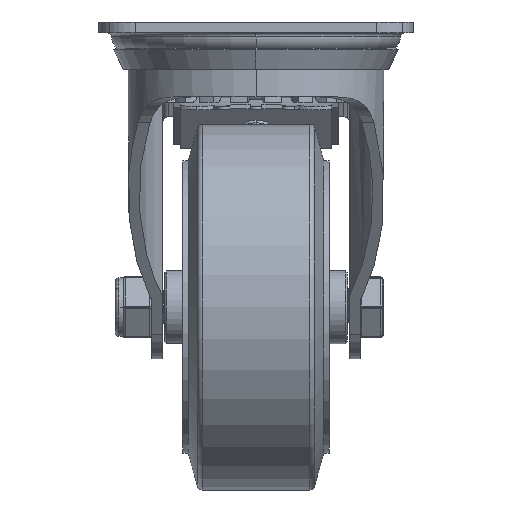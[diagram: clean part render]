
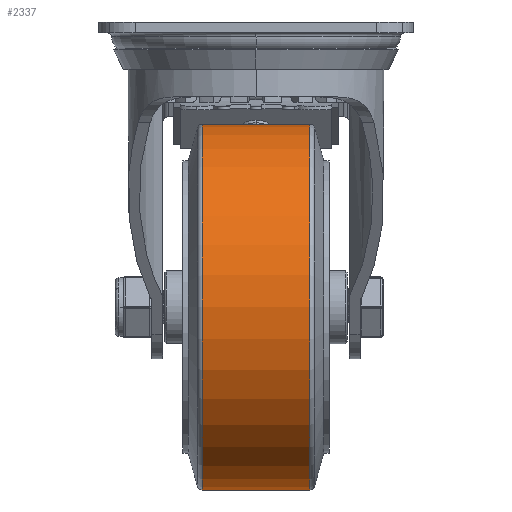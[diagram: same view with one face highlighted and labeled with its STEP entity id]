
A CAD part, left-side view. The second image highlights one B-rep face of the part: STEP entity #2337.
In plain terms, the highlighted cylindrical face has radius 50 mm (diameter 100 mm), a partial arc.
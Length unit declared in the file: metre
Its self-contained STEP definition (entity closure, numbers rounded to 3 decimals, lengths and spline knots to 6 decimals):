
#2337=ADVANCED_FACE('2:6058',(#4228),#4229,.T.);
#4228=FACE_OUTER_BOUND('',#8659,.T.);
#4229=CYLINDRICAL_SURFACE('',#8660,0.05);
#8659=EDGE_LOOP('',(#22343,#22344,#22345,#22346));
#8660=AXIS2_PLACEMENT_3D('',#22347,#22348,#22349);
#22343=ORIENTED_EDGE('',*,*,#30733,.T.);
#22344=ORIENTED_EDGE('',*,*,#30750,.F.);
#22345=ORIENTED_EDGE('',*,*,#30735,.T.);
#22346=ORIENTED_EDGE('',*,*,#30749,.T.);
#22347=CARTESIAN_POINT('',(0.,0.,0.));
#22348=DIRECTION('',(0.,1.0,0.));
#22349=DIRECTION('',(0.,0.0,1.0));
#30733=EDGE_CURVE('',#34720,#34715,#34721,.T.);
#30735=EDGE_CURVE('',#34717,#34722,#34724,.T.);
#30749=EDGE_CURVE('2:6088',#34722,#34720,#34744,.T.);
#30750=EDGE_CURVE('2:6091',#34717,#34715,#34745,.T.);
#34715=VERTEX_POINT('',#42322);
#34717=VERTEX_POINT('',#42324);
#34720=VERTEX_POINT('',#42327);
#34721=LINE('',#42328,#42329);
#34722=VERTEX_POINT('',#42330);
#34724=LINE('',#42332,#42333);
#34744=CIRCLE('',#42357,0.05);
#34745=CIRCLE('',#42358,0.05);
#42322=CARTESIAN_POINT('',(0.,0.014684,0.05));
#42324=CARTESIAN_POINT('',(0.,0.014684,-0.05));
#42327=CARTESIAN_POINT('',(0.,-0.014684,0.05));
#42328=CARTESIAN_POINT('',(0.,0.,0.05));
#42329=VECTOR('',#55446,1.0);
#42330=CARTESIAN_POINT('',(0.,-0.014684,-0.05));
#42332=CARTESIAN_POINT('',(0.,0.,-0.05));
#42333=VECTOR('',#55450,1.0);
#42357=AXIS2_PLACEMENT_3D('',#55482,#55483,#55484);
#42358=AXIS2_PLACEMENT_3D('',#55485,#55486,#55487);
#55446=DIRECTION('',(0.,1.0,0.));
#55450=DIRECTION('',(0.,-1.0,0.));
#55482=CARTESIAN_POINT('',(0.,-0.014684,0.));
#55483=DIRECTION('',(0.,1.0,0.));
#55484=DIRECTION('',(0.,0.0,1.0));
#55485=CARTESIAN_POINT('',(0.,0.014684,0.));
#55486=DIRECTION('',(0.,1.0,0.));
#55487=DIRECTION('',(0.,0.0,1.0));
